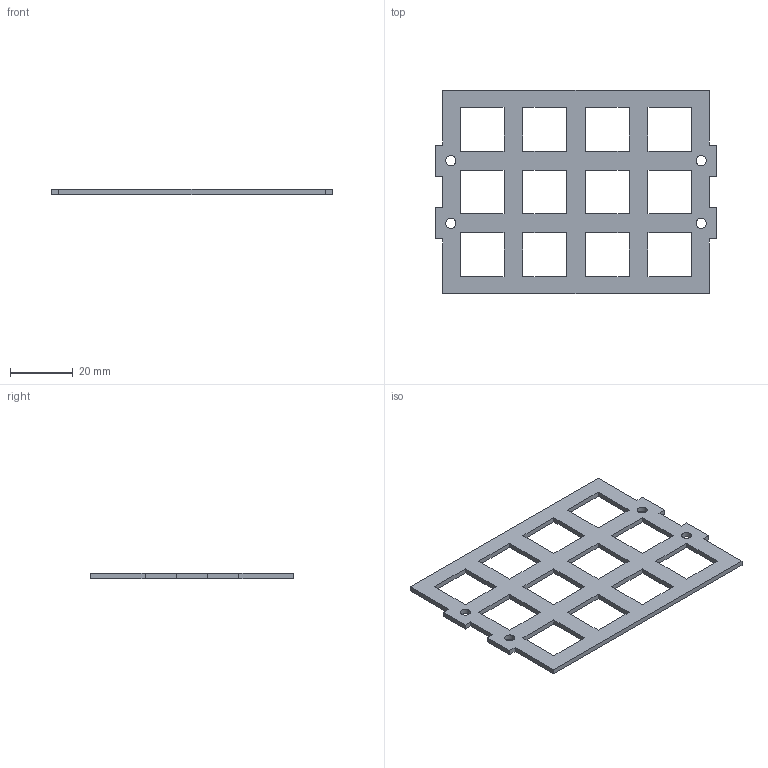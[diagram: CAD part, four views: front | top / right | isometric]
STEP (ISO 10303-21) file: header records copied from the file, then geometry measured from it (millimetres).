
FILE_DESCRIPTION(('KiCad electronic assembly'),'2;1');
FILE_NAME('PicoProducerFaceplate.step','2024-09-21T17:08:39',('Pcbnew'), ('Kicad'),'Open CASCADE STEP processor 7.8','KiCad to STEP converter', 'Unknown');
FILE_SCHEMA(('AUTOMOTIVE_DESIGN { 1 0 10303 214 1 1 1 1 }'));
Length unit declared in the file: millimetre
Products named in the file (2): PicoProducerFaceplate 1; PicoProducerFaceplate_PCB
Assembly tree (1 placements, depth 2):
  PicoProducerFaceplate 1
    PicoProducerFaceplate_PCB
Bounding box: 90 x 65 x 1.6 mm (x, y, z)
Volume: 5185.3 mm3; surface area: 8133.2 mm2
Topology: 1 solids, 1 shells, 74 faces, 216 edges, 144 vertices
Faces by surface type: plane 70, cylinder 4
Full cylindrical faces by diameter (mm): 3.2 x4
Entity records: 5341 total; most frequent: CARTESIAN_POINT 916, DIRECTION 800, LINE 632, VECTOR 632, ORIENTED_EDGE 432, PCURVE 432, DEFINITIONAL_REPRESENTATION 432, EDGE_CURVE 216
